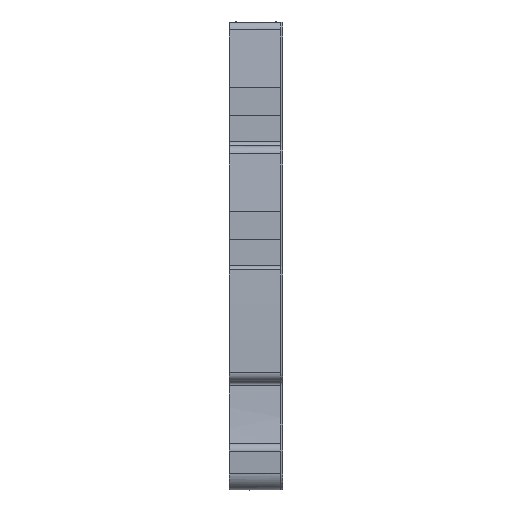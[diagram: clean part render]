
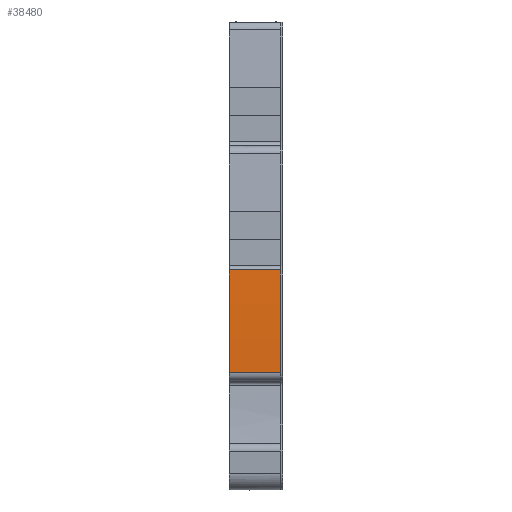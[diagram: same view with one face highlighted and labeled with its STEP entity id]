
A CAD part, front view. The second image highlights one B-rep face of the part: STEP entity #38480.
In plain terms, the highlighted cylindrical face has radius 191.632 mm (diameter 383.264 mm), a partial arc.
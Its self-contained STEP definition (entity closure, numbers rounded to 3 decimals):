
#34007=AXIS2_PLACEMENT_3D('Circle Axis2P3D',#34005,#34006,$) ;
#38460=AXIS2_PLACEMENT_3D('Cylinder Axis2P3D',#38457,#38458,#38459) ;
#38471=AXIS2_PLACEMENT_3D('Circle Axis2P3D',#38469,#38470,$) ;
#34002=CARTESIAN_POINT('Vertex',(0.,1.53,13.431)) ;
#34005=CARTESIAN_POINT('Axis2P3D Location',(0.,193.128,17.05)) ;
#34009=CARTESIAN_POINT('Vertex',(0.,1.669,25.2)) ;
#38436=CARTESIAN_POINT('Line Origine',(3.05,1.53,13.431)) ;
#38440=CARTESIAN_POINT('Vertex',(5.9,1.53,13.431)) ;
#38457=CARTESIAN_POINT('Axis2P3D Location',(3.05,193.128,17.05)) ;
#38462=CARTESIAN_POINT('Line Origine',(3.05,1.669,25.2)) ;
#38466=CARTESIAN_POINT('Vertex',(5.9,1.669,25.2)) ;
#38469=CARTESIAN_POINT('Axis2P3D Location',(5.9,193.128,17.05)) ;
#34006=DIRECTION('Axis2P3D Direction',(1.,0.,0.)) ;
#38437=DIRECTION('Vector Direction',(1.,0.,0.)) ;
#38458=DIRECTION('Axis2P3D Direction',(1.,0.,0.)) ;
#38459=DIRECTION('Axis2P3D XDirection',(0.,-0.999,0.048)) ;
#38463=DIRECTION('Vector Direction',(1.,0.,0.)) ;
#38470=DIRECTION('Axis2P3D Direction',(1.,0.,0.)) ;
#38438=VECTOR('Line Direction',#38437,1.) ;
#38464=VECTOR('Line Direction',#38463,1.) ;
#38475=ORIENTED_EDGE('',*,*,#38468,.T.) ;
#38476=ORIENTED_EDGE('',*,*,#34011,.T.) ;
#38477=ORIENTED_EDGE('',*,*,#38442,.T.) ;
#38478=ORIENTED_EDGE('',*,*,#38473,.T.) ;
#38480=ADVANCED_FACE('Brep With Voids',(#38479),#38461,.T.) ;
#34008=CIRCLE('generated circle',#34007,191.632) ;
#38472=CIRCLE('generated circle',#38471,191.632) ;
#38461=CYLINDRICAL_SURFACE('generated cylinder',#38460,191.632) ;
#34011=EDGE_CURVE('',#34010,#34003,#34008,.T.) ;
#38442=EDGE_CURVE('',#34003,#38441,#38439,.T.) ;
#38468=EDGE_CURVE('',#38467,#34010,#38465,.F.) ;
#38473=EDGE_CURVE('',#38441,#38467,#38472,.F.) ;
#38474=EDGE_LOOP('',(#38475,#38476,#38477,#38478)) ;
#38479=FACE_OUTER_BOUND('',#38474,.T.) ;
#38439=LINE('Line',#38436,#38438) ;
#38465=LINE('Line',#38462,#38464) ;
#34003=VERTEX_POINT('',#34002) ;
#34010=VERTEX_POINT('',#34009) ;
#38441=VERTEX_POINT('',#38440) ;
#38467=VERTEX_POINT('',#38466) ;
